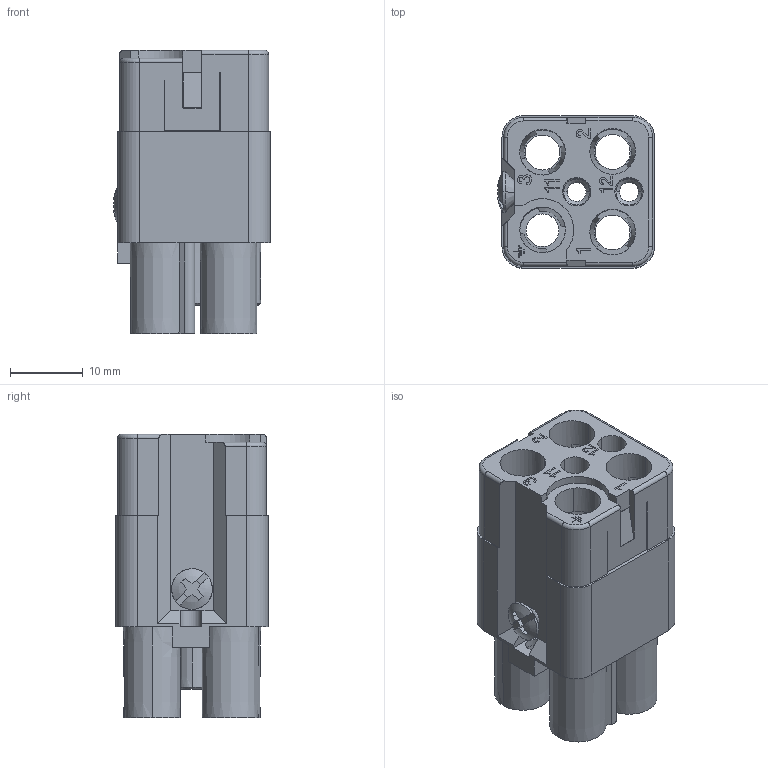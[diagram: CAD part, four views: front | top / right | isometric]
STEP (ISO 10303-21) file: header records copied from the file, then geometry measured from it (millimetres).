
FILE_DESCRIPTION(('Creo Elements/Direct Modeling STEP Export'),'2;1');
FILE_NAME('0ln7uvk53581c1t1116','2020-06-10T16:05:32',(''),(''),'Creo Elements/Direct Modeling STEP processor for AP214 (Solid Model)','Creo Elements/Direct Modeling 20.1B 02-Apr-2019 (C) Parametric Technology GmbH','');
FILE_SCHEMA(('AUTOMOTIVE_DESIGN { 1 0 10303 214 1 1 1 1 }'));
Length unit declared in the file: millimetre
Products named in the file (2): CQ4F_03-2
Assembly tree (1 placements, depth 2):
  CQ4F_03-2
    CQ4F_03-2
Bounding box: 21.59 x 21 x 39 mm (x, y, z)
Volume: 8124.1 mm3; surface area: 8470.5 mm2
Topology: 1 solids, 1 shells, 287 faces, 1189 edges, 940 vertices
Faces by surface type: plane 163, cone 61, cylinder 57, torus 4, sphere 2
Entity records: 12481 total; most frequent: ORIENTED_EDGE 2378, CARTESIAN_POINT 2343, DIRECTION 1763, EDGE_CURVE 1189, VERTEX_POINT 940, VECTOR 887, LINE 887, AXIS2_PLACEMENT_3D 438
